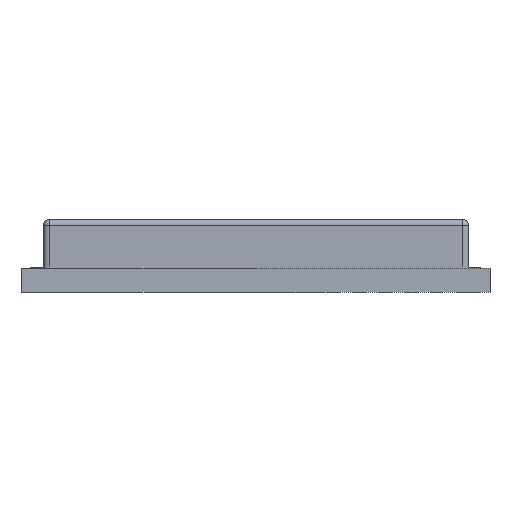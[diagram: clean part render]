
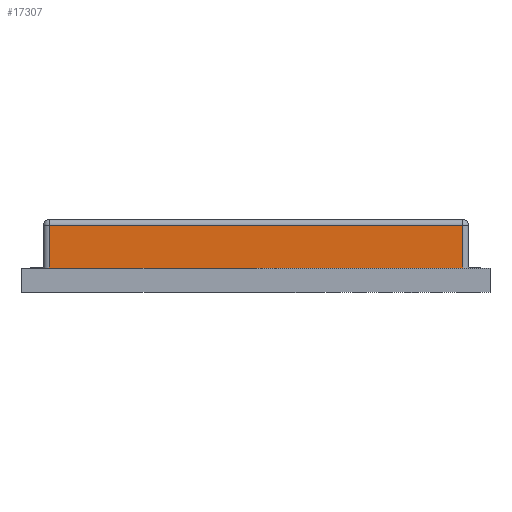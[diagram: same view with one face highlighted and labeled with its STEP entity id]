
A CAD part, front view. The second image highlights one B-rep face of the part: STEP entity #17307.
In plain terms, the highlighted planar face has unit normal (0, -1, 0).
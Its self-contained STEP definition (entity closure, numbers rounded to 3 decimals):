
#2662 = CYLINDRICAL_SURFACE('',#2663,0.2);
#2663 = AXIS2_PLACEMENT_3D('',#2664,#2665,#2666);
#2664 = CARTESIAN_POINT('',(0.,-7.01,
    2.22));
#2665 = DIRECTION('',(-1.,0.,0.));
#2666 = DIRECTION('',(0.,-1.,0.));
#15722 = PLANE('',#15723);
#15723 = AXIS2_PLACEMENT_3D('',#15724,#15725,#15726);
#15724 = CARTESIAN_POINT('',(0.,2.54,0.82));
#15725 = DIRECTION('',(0.,0.,1.));
#15726 = DIRECTION('',(1.,0.,-0.));
#15747 = VERTEX_POINT('',#15748);
#15748 = CARTESIAN_POINT('',(6.8,-7.21,0.82));
#15767 = CYLINDRICAL_SURFACE('',#15768,0.2);
#15768 = AXIS2_PLACEMENT_3D('',#15769,#15770,#15771);
#15769 = CARTESIAN_POINT('',(6.8,-7.01,24.303));
#15770 = DIRECTION('',(0.,0.,-1.));
#15771 = DIRECTION('',(-1.,0.,0.));
#15779 = EDGE_CURVE('',#15780,#15747,#15782,.T.);
#15780 = VERTEX_POINT('',#15781);
#15781 = CARTESIAN_POINT('',(-6.8,-7.21,0.82));
#15782 = SURFACE_CURVE('',#15783,(#15787,#15794),.PCURVE_S1.);
#15783 = LINE('',#15784,#15785);
#15784 = CARTESIAN_POINT('',(-7.,-7.21,0.82));
#15785 = VECTOR('',#15786,1.);
#15786 = DIRECTION('',(1.,0.,0.));
#15787 = PCURVE('',#15722,#15788);
#15788 = DEFINITIONAL_REPRESENTATION('',(#15789),#15793);
#15789 = LINE('',#15790,#15791);
#15790 = CARTESIAN_POINT('',(-7.,-9.75));
#15791 = VECTOR('',#15792,1.);
#15792 = DIRECTION('',(1.,0.));
#15793 = ( GEOMETRIC_REPRESENTATION_CONTEXT(2) 
PARAMETRIC_REPRESENTATION_CONTEXT() REPRESENTATION_CONTEXT('2D SPACE',''
  ) );
#15794 = PCURVE('',#15795,#15800);
#15795 = PLANE('',#15796);
#15796 = AXIS2_PLACEMENT_3D('',#15797,#15798,#15799);
#15797 = CARTESIAN_POINT('',(-7.,-7.21,24.303));
#15798 = DIRECTION('',(0.,1.,0.));
#15799 = DIRECTION('',(-1.,0.,0.));
#15800 = DEFINITIONAL_REPRESENTATION('',(#15801),#15805);
#15801 = LINE('',#15802,#15803);
#15802 = CARTESIAN_POINT('',(-0.,-23.483));
#15803 = VECTOR('',#15804,1.);
#15804 = DIRECTION('',(-1.,0.));
#15805 = ( GEOMETRIC_REPRESENTATION_CONTEXT(2) 
PARAMETRIC_REPRESENTATION_CONTEXT() REPRESENTATION_CONTEXT('2D SPACE',''
  ) );
#15828 = CYLINDRICAL_SURFACE('',#15829,0.2);
#15829 = AXIS2_PLACEMENT_3D('',#15830,#15831,#15832);
#15830 = CARTESIAN_POINT('',(-6.8,-7.01,24.303));
#15831 = DIRECTION('',(0.,0.,-1.));
#15832 = DIRECTION('',(-1.,0.,0.));
#17307 = ADVANCED_FACE('',(#17308),#15795,.F.);
#17308 = FACE_BOUND('',#17309,.T.);
#17309 = EDGE_LOOP('',(#17310,#17335,#17356,#17357));
#17310 = ORIENTED_EDGE('',*,*,#17311,.T.);
#17311 = EDGE_CURVE('',#17312,#17314,#17316,.T.);
#17312 = VERTEX_POINT('',#17313);
#17313 = CARTESIAN_POINT('',(6.8,-7.21,2.22));
#17314 = VERTEX_POINT('',#17315);
#17315 = CARTESIAN_POINT('',(-6.8,-7.21,2.22));
#17316 = SURFACE_CURVE('',#17317,(#17321,#17328),.PCURVE_S1.);
#17317 = LINE('',#17318,#17319);
#17318 = CARTESIAN_POINT('',(-7.,-7.21,2.22));
#17319 = VECTOR('',#17320,1.);
#17320 = DIRECTION('',(-1.,0.,-0.));
#17321 = PCURVE('',#15795,#17322);
#17322 = DEFINITIONAL_REPRESENTATION('',(#17323),#17327);
#17323 = LINE('',#17324,#17325);
#17324 = CARTESIAN_POINT('',(-0.,-22.083));
#17325 = VECTOR('',#17326,1.);
#17326 = DIRECTION('',(1.,-0.));
#17327 = ( GEOMETRIC_REPRESENTATION_CONTEXT(2) 
PARAMETRIC_REPRESENTATION_CONTEXT() REPRESENTATION_CONTEXT('2D SPACE',''
  ) );
#17328 = PCURVE('',#2662,#17329);
#17329 = DEFINITIONAL_REPRESENTATION('',(#17330),#17334);
#17330 = LINE('',#17331,#17332);
#17331 = CARTESIAN_POINT('',(0.,7.));
#17332 = VECTOR('',#17333,1.);
#17333 = DIRECTION('',(0.,1.));
#17334 = ( GEOMETRIC_REPRESENTATION_CONTEXT(2) 
PARAMETRIC_REPRESENTATION_CONTEXT() REPRESENTATION_CONTEXT('2D SPACE',''
  ) );
#17335 = ORIENTED_EDGE('',*,*,#17336,.T.);
#17336 = EDGE_CURVE('',#17314,#15780,#17337,.T.);
#17337 = SURFACE_CURVE('',#17338,(#17342,#17349),.PCURVE_S1.);
#17338 = LINE('',#17339,#17340);
#17339 = CARTESIAN_POINT('',(-6.8,-7.21,24.303));
#17340 = VECTOR('',#17341,1.);
#17341 = DIRECTION('',(0.,0.,-1.));
#17342 = PCURVE('',#15795,#17343);
#17343 = DEFINITIONAL_REPRESENTATION('',(#17344),#17348);
#17344 = LINE('',#17345,#17346);
#17345 = CARTESIAN_POINT('',(-0.2,0.));
#17346 = VECTOR('',#17347,1.);
#17347 = DIRECTION('',(-0.,-1.));
#17348 = ( GEOMETRIC_REPRESENTATION_CONTEXT(2) 
PARAMETRIC_REPRESENTATION_CONTEXT() REPRESENTATION_CONTEXT('2D SPACE',''
  ) );
#17349 = PCURVE('',#15828,#17350);
#17350 = DEFINITIONAL_REPRESENTATION('',(#17351),#17355);
#17351 = LINE('',#17352,#17353);
#17352 = CARTESIAN_POINT('',(4.712,0.));
#17353 = VECTOR('',#17354,1.);
#17354 = DIRECTION('',(0.,1.));
#17355 = ( GEOMETRIC_REPRESENTATION_CONTEXT(2) 
PARAMETRIC_REPRESENTATION_CONTEXT() REPRESENTATION_CONTEXT('2D SPACE',''
  ) );
#17356 = ORIENTED_EDGE('',*,*,#15779,.T.);
#17357 = ORIENTED_EDGE('',*,*,#17358,.T.);
#17358 = EDGE_CURVE('',#15747,#17312,#17359,.T.);
#17359 = SURFACE_CURVE('',#17360,(#17364,#17371),.PCURVE_S1.);
#17360 = LINE('',#17361,#17362);
#17361 = CARTESIAN_POINT('',(6.8,-7.21,24.303));
#17362 = VECTOR('',#17363,1.);
#17363 = DIRECTION('',(0.,0.,1.));
#17364 = PCURVE('',#15795,#17365);
#17365 = DEFINITIONAL_REPRESENTATION('',(#17366),#17370);
#17366 = LINE('',#17367,#17368);
#17367 = CARTESIAN_POINT('',(-13.8,0.));
#17368 = VECTOR('',#17369,1.);
#17369 = DIRECTION('',(0.,1.));
#17370 = ( GEOMETRIC_REPRESENTATION_CONTEXT(2) 
PARAMETRIC_REPRESENTATION_CONTEXT() REPRESENTATION_CONTEXT('2D SPACE',''
  ) );
#17371 = PCURVE('',#15767,#17372);
#17372 = DEFINITIONAL_REPRESENTATION('',(#17373),#17377);
#17373 = LINE('',#17374,#17375);
#17374 = CARTESIAN_POINT('',(4.712,0.));
#17375 = VECTOR('',#17376,1.);
#17376 = DIRECTION('',(0.,-1.));
#17377 = ( GEOMETRIC_REPRESENTATION_CONTEXT(2) 
PARAMETRIC_REPRESENTATION_CONTEXT() REPRESENTATION_CONTEXT('2D SPACE',''
  ) );
